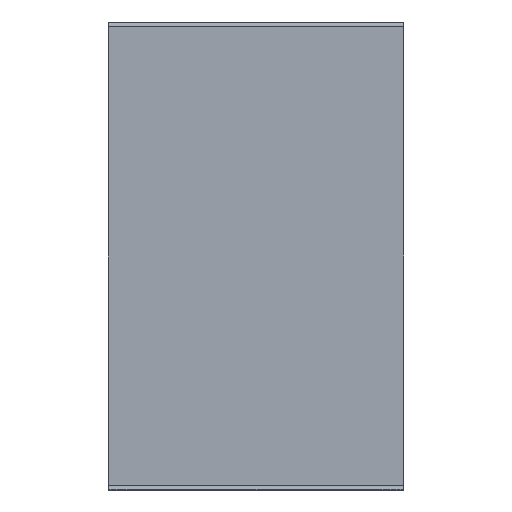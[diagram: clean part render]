
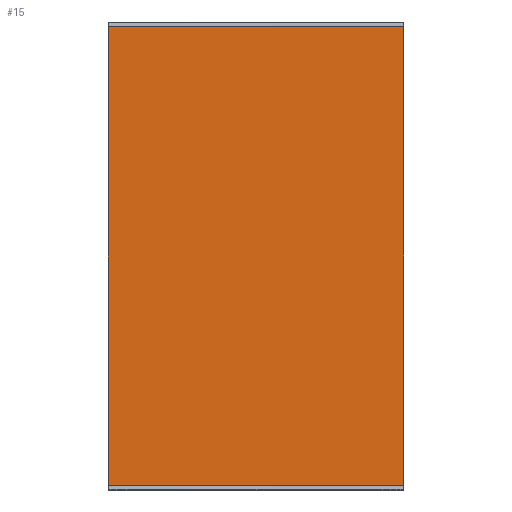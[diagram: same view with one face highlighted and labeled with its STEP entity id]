
A CAD part, top view. The second image highlights one B-rep face of the part: STEP entity #15.
In plain terms, the highlighted planar face has unit normal (0, 0, 1).
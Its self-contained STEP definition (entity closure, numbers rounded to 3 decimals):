
#15=ADVANCED_FACE('',(#21),#118,.T.);
#21=FACE_OUTER_BOUND('',#27,.T.);
#27=EDGE_LOOP('',(#38,#39,#40,#41));
#38=ORIENTED_EDGE('',*,*,#63,.T.);
#39=ORIENTED_EDGE('',*,*,#62,.T.);
#40=ORIENTED_EDGE('',*,*,#64,.F.);
#41=ORIENTED_EDGE('',*,*,#61,.F.);
#61=EDGE_CURVE('',#102,#103,#80,.T.);
#62=EDGE_CURVE('',#104,#105,#81,.T.);
#63=EDGE_CURVE('',#102,#104,#82,.T.);
#64=EDGE_CURVE('',#103,#105,#83,.T.);
#80=B_SPLINE_CURVE_WITH_KNOTS('',1,(#262,#263),.UNSPECIFIED.,.F.,.F.,(2,
2),(0.,12.),.UNSPECIFIED.);
#81=B_SPLINE_CURVE_WITH_KNOTS('',1,(#264,#265),.UNSPECIFIED.,.F.,.F.,(2,
2),(0.,12.),.UNSPECIFIED.);
#82=B_SPLINE_CURVE_WITH_KNOTS('',3,(#266,#267,#268,#269),.UNSPECIFIED.,
 .F.,.F.,(4,4),(15.2,33.8),.UNSPECIFIED.);
#83=B_SPLINE_CURVE_WITH_KNOTS('',3,(#270,#271,#272,#273),.UNSPECIFIED.,
 .F.,.F.,(4,4),(15.2,33.8),.UNSPECIFIED.);
#102=VERTEX_POINT('',#233);
#103=VERTEX_POINT('',#234);
#104=VERTEX_POINT('',#235);
#105=VERTEX_POINT('',#236);
#118=PLANE('',#209);
#209=AXIS2_PLACEMENT_3D('',#225,#217,$);
#217=DIRECTION('',(0.,0.,1.));
#225=CARTESIAN_POINT('',(-5.,22.,10.));
#233=CARTESIAN_POINT('',(-5.,9.8,10.));
#234=CARTESIAN_POINT('',(7.,9.8,10.));
#235=CARTESIAN_POINT('',(-5.,-8.8,10.));
#236=CARTESIAN_POINT('',(7.,-8.8,10.));
#262=CARTESIAN_POINT('',(-5.,9.8,10.));
#263=CARTESIAN_POINT('',(7.,9.8,10.));
#264=CARTESIAN_POINT('',(-5.,-8.8,10.));
#265=CARTESIAN_POINT('',(7.,-8.8,10.));
#266=CARTESIAN_POINT('',(-5.,9.8,10.));
#267=CARTESIAN_POINT('',(-5.,3.6,10.));
#268=CARTESIAN_POINT('',(-5.,-2.6,10.));
#269=CARTESIAN_POINT('',(-5.,-8.8,10.));
#270=CARTESIAN_POINT('',(7.,9.8,10.));
#271=CARTESIAN_POINT('',(7.,3.6,10.));
#272=CARTESIAN_POINT('',(7.,-2.6,10.));
#273=CARTESIAN_POINT('',(7.,-8.8,10.));
